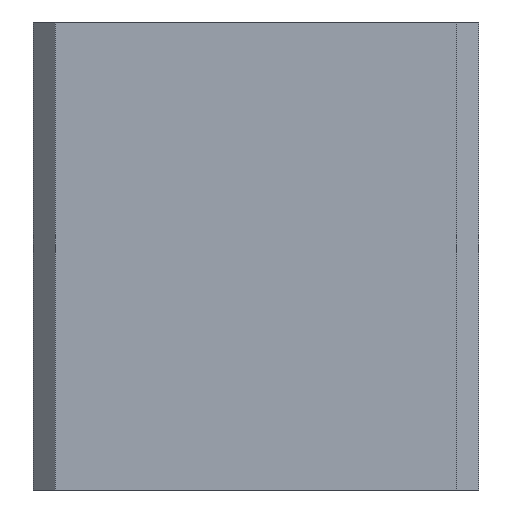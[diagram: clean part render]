
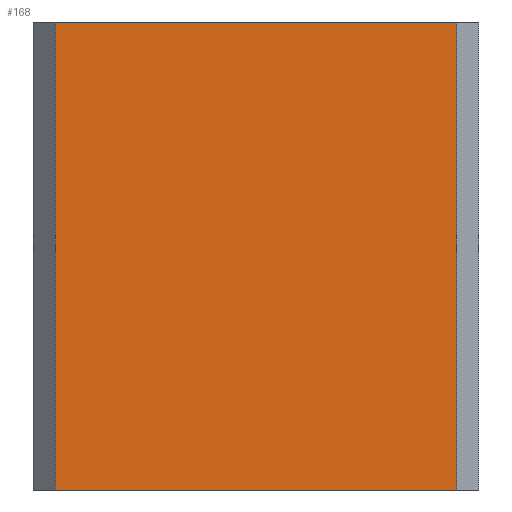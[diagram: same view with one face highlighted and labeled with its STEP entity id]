
A CAD part, front view. The second image highlights one B-rep face of the part: STEP entity #168.
In plain terms, the highlighted planar face has unit normal (0, -1, 0).
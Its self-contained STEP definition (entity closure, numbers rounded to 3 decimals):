
#3 = CARTESIAN_POINT ( 'NONE',  ( 5.408, -21.602, 0. ) ) ;
#20 = DIRECTION ( 'NONE',  ( -1., 0., 0. ) ) ;
#24 = LINE ( 'NONE', #505, #329 ) ;
#28 = ORIENTED_EDGE ( 'NONE', *, *, #176, .T. ) ;
#30 = CARTESIAN_POINT ( 'NONE',  ( 5.408, -21.602, 0. ) ) ;
#35 = EDGE_LOOP ( 'NONE', ( #28, #271, #258, #331 ) ) ;
#41 = VERTEX_POINT ( 'NONE', #428 ) ;
#91 = VECTOR ( 'NONE', #20, 1000. ) ;
#103 = CARTESIAN_POINT ( 'NONE',  ( 5.408, -21.602, 21. ) ) ;
#130 = EDGE_CURVE ( 'NONE', #554, #513, #24, .T. ) ;
#168 = ADVANCED_FACE ( 'NONE', ( #198 ), #200, .T. ) ;
#176 = EDGE_CURVE ( 'NONE', #41, #560, #497, .T. ) ;
#198 = FACE_OUTER_BOUND ( 'NONE', #35, .T. ) ;
#200 = PLANE ( 'NONE',  #465 ) ;
#205 = DIRECTION ( 'NONE',  ( 0., 0., 1. ) ) ;
#231 = DIRECTION ( 'NONE',  ( 1., 0., 0. ) ) ;
#251 = DIRECTION ( 'NONE',  ( 0., 0., 1. ) ) ;
#253 = VECTOR ( 'NONE', #205, 1000. ) ;
#258 = ORIENTED_EDGE ( 'NONE', *, *, #130, .T. ) ;
#271 = ORIENTED_EDGE ( 'NONE', *, *, #391, .F. ) ;
#281 = CARTESIAN_POINT ( 'NONE',  ( 5.408, -21.602, 0. ) ) ;
#285 = LINE ( 'NONE', #417, #324 ) ;
#299 = CARTESIAN_POINT ( 'NONE',  ( -12.592, -21.602, 21. ) ) ;
#322 = DIRECTION ( 'NONE',  ( 0., -1., 0. ) ) ;
#324 = VECTOR ( 'NONE', #251, 1000. ) ;
#329 = VECTOR ( 'NONE', #231, 1000. ) ;
#331 = ORIENTED_EDGE ( 'NONE', *, *, #455, .T. ) ;
#334 = LINE ( 'NONE', #30, #253 ) ;
#383 = CARTESIAN_POINT ( 'NONE',  ( -12.592, -21.602, 0. ) ) ;
#391 = EDGE_CURVE ( 'NONE', #554, #560, #285, .T. ) ;
#404 = DIRECTION ( 'NONE',  ( 0., 0., -1. ) ) ;
#417 = CARTESIAN_POINT ( 'NONE',  ( -12.592, -21.602, 0. ) ) ;
#428 = CARTESIAN_POINT ( 'NONE',  ( 5.408, -21.602, 21. ) ) ;
#455 = EDGE_CURVE ( 'NONE', #513, #41, #334, .T. ) ;
#465 = AXIS2_PLACEMENT_3D ( 'NONE', #281, #322, #404 ) ;
#497 = LINE ( 'NONE', #103, #91 ) ;
#505 = CARTESIAN_POINT ( 'NONE',  ( -12.592, -21.602, 0. ) ) ;
#513 = VERTEX_POINT ( 'NONE', #3 ) ;
#554 = VERTEX_POINT ( 'NONE', #383 ) ;
#560 = VERTEX_POINT ( 'NONE', #299 ) ;
